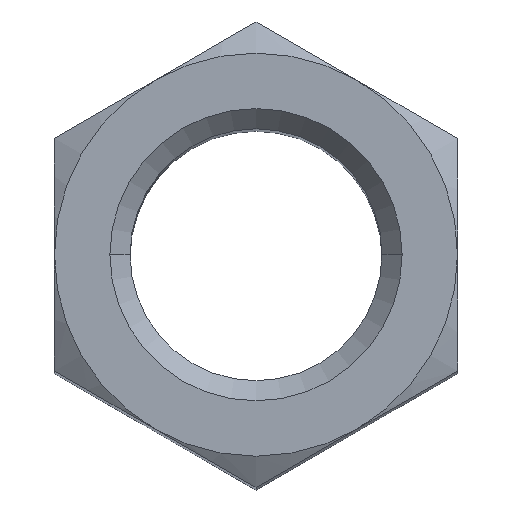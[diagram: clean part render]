
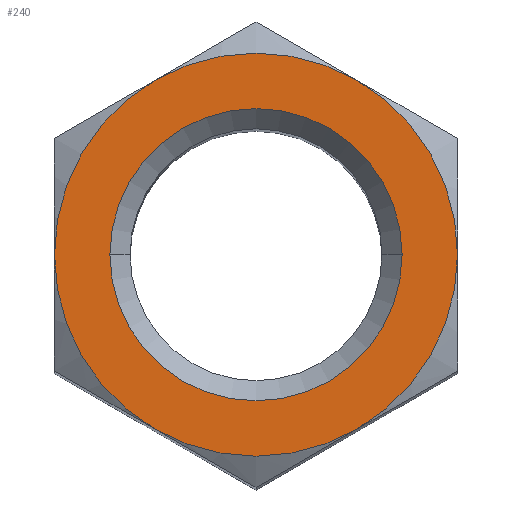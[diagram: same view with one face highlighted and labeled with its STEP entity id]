
A CAD part, top view. The second image highlights one B-rep face of the part: STEP entity #240.
In plain terms, the highlighted planar face has unit normal (0, 0, 1).
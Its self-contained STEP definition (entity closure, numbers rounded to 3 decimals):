
#5 = DIRECTION ( 'NONE',  ( 1., 0., 0. ) ) ;
#42 = CARTESIAN_POINT ( 'NONE',  ( 0., 0., 15. ) ) ;
#44 = DIRECTION ( 'NONE',  ( 0., 0., 1. ) ) ;
#53 = VERTEX_POINT ( 'NONE', #597 ) ;
#76 = DIRECTION ( 'NONE',  ( 1., 0., 0. ) ) ;
#87 = CARTESIAN_POINT ( 'NONE',  ( 2., 3.464, 15. ) ) ;
#101 = CARTESIAN_POINT ( 'NONE',  ( 0., 0., 15. ) ) ;
#102 = CIRCLE ( 'NONE', #342, 4. ) ;
#103 = EDGE_CURVE ( 'NONE', #127, #53, #697, .T. ) ;
#105 = DIRECTION ( 'NONE',  ( 0., 0., 1. ) ) ;
#127 = VERTEX_POINT ( 'NONE', #679 ) ;
#129 = CARTESIAN_POINT ( 'NONE',  ( 0., 0., 15. ) ) ;
#145 = EDGE_LOOP ( 'NONE', ( #704, #453, #149, #691, #306, #485 ) ) ;
#149 = ORIENTED_EDGE ( 'NONE', *, *, #621, .T. ) ;
#167 = DIRECTION ( 'NONE',  ( 0., 0., 1. ) ) ;
#203 = VERTEX_POINT ( 'NONE', #87 ) ;
#204 = DIRECTION ( 'NONE',  ( 0., 0., -1. ) ) ;
#210 = EDGE_CURVE ( 'NONE', #302, #641, #734, .T. ) ;
#222 = DIRECTION ( 'NONE',  ( 0., 0., -1. ) ) ;
#232 = DIRECTION ( 'NONE',  ( 1., 0., 0. ) ) ;
#240 = ADVANCED_FACE ( 'NONE', ( #358, #516 ), #550, .T. ) ;
#260 = CARTESIAN_POINT ( 'NONE',  ( 4., 0., 15. ) ) ;
#273 = CARTESIAN_POINT ( 'NONE',  ( 0., 0., 15. ) ) ;
#289 = CIRCLE ( 'NONE', #419, 4. ) ;
#290 = EDGE_CURVE ( 'NONE', #678, #127, #508, .T. ) ;
#293 = CARTESIAN_POINT ( 'NONE',  ( 0., 0., 15. ) ) ;
#302 = VERTEX_POINT ( 'NONE', #355 ) ;
#306 = ORIENTED_EDGE ( 'NONE', *, *, #290, .T. ) ;
#342 = AXIS2_PLACEMENT_3D ( 'NONE', #777, #44, #76 ) ;
#355 = CARTESIAN_POINT ( 'NONE',  ( 2.9, 0., 15. ) ) ;
#358 = FACE_BOUND ( 'NONE', #629, .T. ) ;
#375 = CARTESIAN_POINT ( 'NONE',  ( 0., 0., 15. ) ) ;
#390 = CARTESIAN_POINT ( 'NONE',  ( -2.9, 0., 15. ) ) ;
#395 = CARTESIAN_POINT ( 'NONE',  ( -2., 3.464, 15. ) ) ;
#419 = AXIS2_PLACEMENT_3D ( 'NONE', #273, #526, #781 ) ;
#453 = ORIENTED_EDGE ( 'NONE', *, *, #668, .T. ) ;
#455 = EDGE_CURVE ( 'NONE', #53, #557, #667, .T. ) ;
#466 = ORIENTED_EDGE ( 'NONE', *, *, #654, .T. ) ;
#472 = AXIS2_PLACEMENT_3D ( 'NONE', #689, #222, #821 ) ;
#485 = ORIENTED_EDGE ( 'NONE', *, *, #103, .T. ) ;
#507 = CIRCLE ( 'NONE', #546, 4. ) ;
#508 = CIRCLE ( 'NONE', #797, 4. ) ;
#516 = FACE_OUTER_BOUND ( 'NONE', #145, .T. ) ;
#519 = DIRECTION ( 'NONE',  ( 1., 0., 0. ) ) ;
#526 = DIRECTION ( 'NONE',  ( 0., 0., 1. ) ) ;
#532 = AXIS2_PLACEMENT_3D ( 'NONE', #42, #167, #232 ) ;
#542 = AXIS2_PLACEMENT_3D ( 'NONE', #101, #801, #796 ) ;
#546 = AXIS2_PLACEMENT_3D ( 'NONE', #129, #596, #649 ) ;
#550 = PLANE ( 'NONE',  #532 ) ;
#557 = VERTEX_POINT ( 'NONE', #260 ) ;
#596 = DIRECTION ( 'NONE',  ( 0., 0., 1. ) ) ;
#597 = CARTESIAN_POINT ( 'NONE',  ( 2., -3.464, 15. ) ) ;
#601 = ORIENTED_EDGE ( 'NONE', *, *, #210, .T. ) ;
#616 = CIRCLE ( 'NONE', #778, 2.9 ) ;
#621 = EDGE_CURVE ( 'NONE', #203, #746, #102, .T. ) ;
#629 = EDGE_LOOP ( 'NONE', ( #601, #466 ) ) ;
#641 = VERTEX_POINT ( 'NONE', #390 ) ;
#649 = DIRECTION ( 'NONE',  ( 1., 0., 0. ) ) ;
#650 = DIRECTION ( 'NONE',  ( 0., 0., 1. ) ) ;
#652 = CARTESIAN_POINT ( 'NONE',  ( 0., 0., 15. ) ) ;
#654 = EDGE_CURVE ( 'NONE', #641, #302, #616, .T. ) ;
#667 = CIRCLE ( 'NONE', #736, 4. ) ;
#668 = EDGE_CURVE ( 'NONE', #557, #203, #289, .T. ) ;
#678 = VERTEX_POINT ( 'NONE', #791 ) ;
#679 = CARTESIAN_POINT ( 'NONE',  ( -2., -3.464, 15. ) ) ;
#689 = CARTESIAN_POINT ( 'NONE',  ( 0., 0., 15. ) ) ;
#691 = ORIENTED_EDGE ( 'NONE', *, *, #709, .T. ) ;
#697 = CIRCLE ( 'NONE', #542, 4. ) ;
#704 = ORIENTED_EDGE ( 'NONE', *, *, #455, .T. ) ;
#709 = EDGE_CURVE ( 'NONE', #746, #678, #507, .T. ) ;
#734 = CIRCLE ( 'NONE', #472, 2.9 ) ;
#736 = AXIS2_PLACEMENT_3D ( 'NONE', #375, #650, #5 ) ;
#746 = VERTEX_POINT ( 'NONE', #395 ) ;
#777 = CARTESIAN_POINT ( 'NONE',  ( 0., 0., 15. ) ) ;
#778 = AXIS2_PLACEMENT_3D ( 'NONE', #652, #204, #519 ) ;
#781 = DIRECTION ( 'NONE',  ( 1., 0., 0. ) ) ;
#791 = CARTESIAN_POINT ( 'NONE',  ( -4., 0., 15. ) ) ;
#796 = DIRECTION ( 'NONE',  ( 1., 0., 0. ) ) ;
#797 = AXIS2_PLACEMENT_3D ( 'NONE', #293, #105, #810 ) ;
#801 = DIRECTION ( 'NONE',  ( 0., 0., 1. ) ) ;
#810 = DIRECTION ( 'NONE',  ( 1., 0., 0. ) ) ;
#821 = DIRECTION ( 'NONE',  ( 1., 0., 0. ) ) ;
